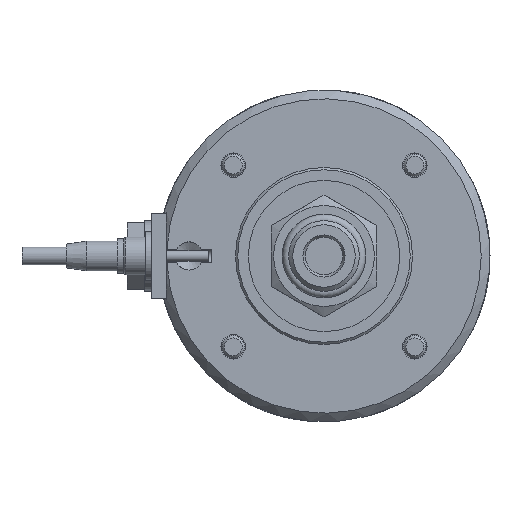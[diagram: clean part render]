
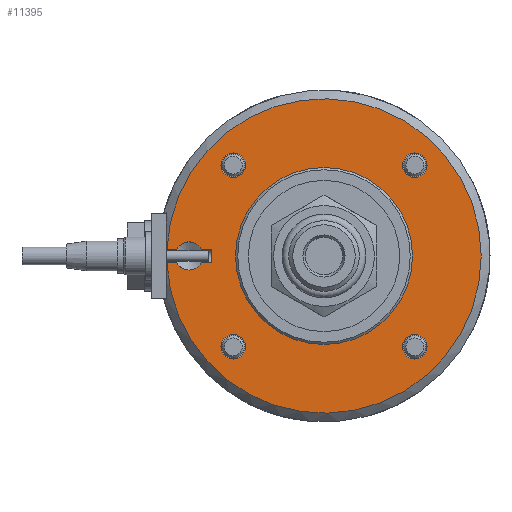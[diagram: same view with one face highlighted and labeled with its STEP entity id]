
A CAD part, left-side view. The second image highlights one B-rep face of the part: STEP entity #11395.
In plain terms, the highlighted planar face has unit normal (-1, 0, 0).
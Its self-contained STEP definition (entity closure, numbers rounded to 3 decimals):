
#214=FACE_BOUND('',#3357,.T.);
#215=FACE_BOUND('',#3358,.T.);
#216=FACE_BOUND('',#3359,.T.);
#217=FACE_BOUND('',#3360,.T.);
#218=FACE_BOUND('',#3361,.T.);
#1243=LINE('',#59103,#1905);
#1244=LINE('',#59105,#1906);
#1245=LINE('',#59106,#1907);
#1246=LINE('',#59107,#1908);
#1247=LINE('',#59108,#1909);
#1905=VECTOR('',#14021,2.282);
#1906=VECTOR('',#14022,3.);
#1907=VECTOR('',#14023,2.282);
#1908=VECTOR('',#14024,2.206);
#1909=VECTOR('',#14025,2.206);
#2672=FACE_OUTER_BOUND('',#3356,.T.);
#3356=EDGE_LOOP('',(#9006,#9007,#9008,#9009,#9010,#9011,#9012,#9013,#9014));
#3357=EDGE_LOOP('',(#9015));
#3358=EDGE_LOOP('',(#9016));
#3359=EDGE_LOOP('',(#9017));
#3360=EDGE_LOOP('',(#9018));
#3361=EDGE_LOOP('',(#9019,#9020));
#3927=CIRCLE('',#12150,3.175);
#3928=CIRCLE('',#12151,3.175);
#3929=CIRCLE('',#12152,3.175);
#3931=CIRCLE('',#12157,35.516);
#3932=CIRCLE('',#12161,2.769);
#3933=CIRCLE('',#12162,2.769);
#3934=CIRCLE('',#12163,2.769);
#3935=CIRCLE('',#12164,2.769);
#3936=CIRCLE('',#12165,19.987);
#3937=CIRCLE('',#12166,19.987);
#4892=VERTEX_POINT('',#58992);
#4893=VERTEX_POINT('',#58994);
#4896=VERTEX_POINT('',#59017);
#4897=VERTEX_POINT('',#59019);
#4900=VERTEX_POINT('',#59042);
#4908=VERTEX_POINT('',#59076);
#4913=VERTEX_POINT('',#59094);
#4914=VERTEX_POINT('',#59102);
#4915=VERTEX_POINT('',#59104);
#4916=VERTEX_POINT('',#59109);
#4917=VERTEX_POINT('',#59111);
#4918=VERTEX_POINT('',#59113);
#4919=VERTEX_POINT('',#59115);
#4920=VERTEX_POINT('',#59117);
#4921=VERTEX_POINT('',#59118);
#6362=EDGE_CURVE('',#4893,#4892,#3927,.T.);
#6366=EDGE_CURVE('',#4897,#4896,#3928,.T.);
#6370=EDGE_CURVE('',#4892,#4900,#3929,.T.);
#6386=EDGE_CURVE('',#4913,#4908,#3931,.T.);
#6389=EDGE_CURVE('',#4896,#4914,#1243,.T.);
#6390=EDGE_CURVE('',#4914,#4915,#1244,.T.);
#6391=EDGE_CURVE('',#4915,#4893,#1245,.T.);
#6392=EDGE_CURVE('',#4900,#4908,#1246,.T.);
#6393=EDGE_CURVE('',#4913,#4897,#1247,.T.);
#6394=EDGE_CURVE('',#4916,#4916,#3932,.T.);
#6395=EDGE_CURVE('',#4917,#4917,#3933,.T.);
#6396=EDGE_CURVE('',#4918,#4918,#3934,.T.);
#6397=EDGE_CURVE('',#4919,#4919,#3935,.T.);
#6398=EDGE_CURVE('',#4920,#4921,#3936,.T.);
#6399=EDGE_CURVE('',#4921,#4920,#3937,.T.);
#9006=ORIENTED_EDGE('',*,*,#6389,.T.);
#9007=ORIENTED_EDGE('',*,*,#6390,.T.);
#9008=ORIENTED_EDGE('',*,*,#6391,.T.);
#9009=ORIENTED_EDGE('',*,*,#6362,.T.);
#9010=ORIENTED_EDGE('',*,*,#6370,.T.);
#9011=ORIENTED_EDGE('',*,*,#6392,.T.);
#9012=ORIENTED_EDGE('',*,*,#6386,.F.);
#9013=ORIENTED_EDGE('',*,*,#6393,.T.);
#9014=ORIENTED_EDGE('',*,*,#6366,.T.);
#9015=ORIENTED_EDGE('',*,*,#6394,.T.);
#9016=ORIENTED_EDGE('',*,*,#6395,.T.);
#9017=ORIENTED_EDGE('',*,*,#6396,.T.);
#9018=ORIENTED_EDGE('',*,*,#6397,.T.);
#9019=ORIENTED_EDGE('',*,*,#6398,.T.);
#9020=ORIENTED_EDGE('',*,*,#6399,.T.);
#10547=PLANE('',#12160);
#11395=ADVANCED_FACE('',(#2672,#214,#215,#216,#217,#218),#10547,.T.);
#12150=AXIS2_PLACEMENT_3D('',#58995,#13989,#13990);
#12151=AXIS2_PLACEMENT_3D('',#59020,#13993,#13994);
#12152=AXIS2_PLACEMENT_3D('',#59044,#13997,#13998);
#12157=AXIS2_PLACEMENT_3D('',#59096,#14011,#14012);
#12160=AXIS2_PLACEMENT_3D('',#59101,#14019,#14020);
#12161=AXIS2_PLACEMENT_3D('',#59110,#14026,#14027);
#12162=AXIS2_PLACEMENT_3D('',#59112,#14028,#14029);
#12163=AXIS2_PLACEMENT_3D('',#59114,#14030,#14031);
#12164=AXIS2_PLACEMENT_3D('',#59116,#14032,#14033);
#12165=AXIS2_PLACEMENT_3D('',#59119,#14034,#14035);
#12166=AXIS2_PLACEMENT_3D('',#59120,#14036,#14037);
#13989=DIRECTION('center_axis',(1.,0.,0.));
#13990=DIRECTION('ref_axis',(0.,0.,1.));
#13993=DIRECTION('center_axis',(1.,0.,0.));
#13994=DIRECTION('ref_axis',(0.,0.,1.));
#13997=DIRECTION('center_axis',(1.,0.,0.));
#13998=DIRECTION('ref_axis',(0.,0.,1.));
#14011=DIRECTION('center_axis',(1.,0.,0.));
#14012=DIRECTION('ref_axis',(0.,-1.,0.));
#14019=DIRECTION('center_axis',(-1.,0.,0.));
#14020=DIRECTION('ref_axis',(0.,0.,1.));
#14021=DIRECTION('',(0.,-1.,0.));
#14022=DIRECTION('',(0.,0.,-1.));
#14023=DIRECTION('',(0.,1.,0.));
#14024=DIRECTION('',(0.,1.,0.));
#14025=DIRECTION('',(0.,-1.,0.));
#14026=DIRECTION('center_axis',(1.,0.,0.));
#14027=DIRECTION('ref_axis',(0.,-1.,0.));
#14028=DIRECTION('center_axis',(1.,0.,0.));
#14029=DIRECTION('ref_axis',(0.,0.,1.));
#14030=DIRECTION('center_axis',(1.,0.,0.));
#14031=DIRECTION('ref_axis',(0.,1.,0.));
#14032=DIRECTION('center_axis',(1.,0.,0.));
#14033=DIRECTION('ref_axis',(0.,0.,-1.));
#14034=DIRECTION('center_axis',(1.,0.,0.));
#14035=DIRECTION('ref_axis',(0.,1.,0.));
#14036=DIRECTION('center_axis',(1.,0.,0.));
#14037=DIRECTION('ref_axis',(0.,1.,0.));
#58992=CARTESIAN_POINT('',(-43.541,30.48,-3.175));
#58994=CARTESIAN_POINT('',(-43.541,27.682,-1.5));
#58995=CARTESIAN_POINT('Origin',(-43.541,30.48,0.));
#59017=CARTESIAN_POINT('',(-43.541,27.682,1.5));
#59019=CARTESIAN_POINT('',(-43.541,33.278,1.5));
#59020=CARTESIAN_POINT('Origin',(-43.541,30.48,0.));
#59042=CARTESIAN_POINT('',(-43.541,33.278,-1.5));
#59044=CARTESIAN_POINT('Origin',(-43.541,30.48,0.));
#59076=CARTESIAN_POINT('',(-43.541,35.484,-1.5));
#59094=CARTESIAN_POINT('',(-43.541,35.484,1.5));
#59096=CARTESIAN_POINT('Origin',(-43.541,0.,0.));
#59101=CARTESIAN_POINT('Origin',(-43.541,28.742,0.));
#59102=CARTESIAN_POINT('',(-43.541,25.4,1.5));
#59103=CARTESIAN_POINT('',(-43.541,27.682,1.5));
#59104=CARTESIAN_POINT('',(-43.541,25.4,-1.5));
#59105=CARTESIAN_POINT('',(-43.541,25.4,1.5));
#59106=CARTESIAN_POINT('',(-43.541,25.4,-1.5));
#59107=CARTESIAN_POINT('',(-43.541,33.278,-1.5));
#59108=CARTESIAN_POINT('',(-43.541,35.484,1.5));
#59109=CARTESIAN_POINT('',(-43.541,-17.733,-20.502));
#59110=CARTESIAN_POINT('Origin',(-43.541,-20.502,-20.502));
#59111=CARTESIAN_POINT('',(-43.541,-20.502,17.733));
#59112=CARTESIAN_POINT('Origin',(-43.541,-20.502,20.502));
#59113=CARTESIAN_POINT('',(-43.541,17.733,20.502));
#59114=CARTESIAN_POINT('Origin',(-43.541,20.502,20.502));
#59115=CARTESIAN_POINT('',(-43.541,20.502,-17.733));
#59116=CARTESIAN_POINT('Origin',(-43.541,20.502,-20.502));
#59117=CARTESIAN_POINT('',(-43.541,19.987,0.));
#59118=CARTESIAN_POINT('',(-43.541,-19.987,0.));
#59119=CARTESIAN_POINT('Origin',(-43.541,0.,0.));
#59120=CARTESIAN_POINT('Origin',(-43.541,0.,0.));
